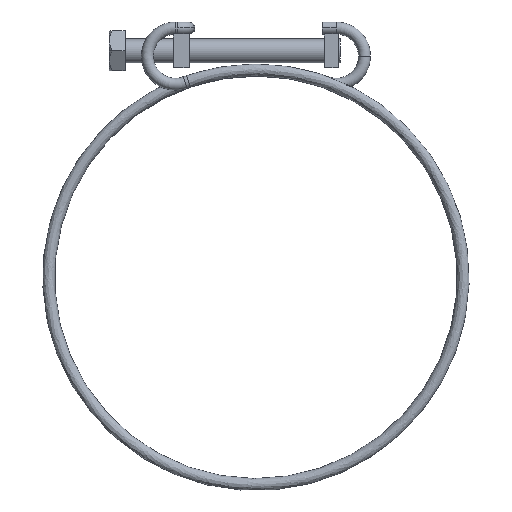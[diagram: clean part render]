
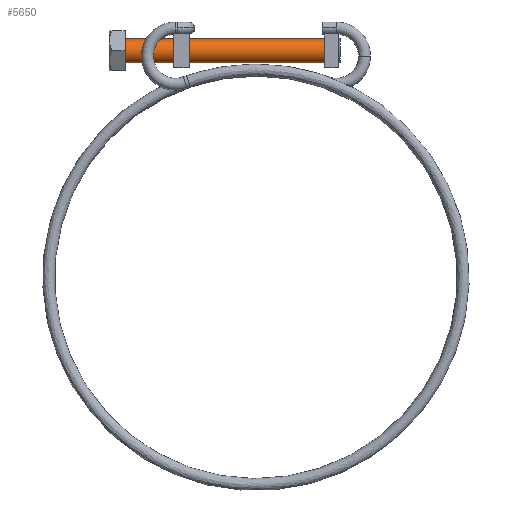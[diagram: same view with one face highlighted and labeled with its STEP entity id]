
A CAD part, top view. The second image highlights one B-rep face of the part: STEP entity #5650.
In plain terms, the highlighted cylindrical face has radius 3 mm (diameter 6 mm), a partial arc.
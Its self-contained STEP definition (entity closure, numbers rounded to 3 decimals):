
#69 = LINE ( 'NONE', #2888, #1370 ) ;
#809 = CARTESIAN_POINT ( 'NONE',  ( 21.198, 59.8, 0. ) ) ;
#1273 = ORIENTED_EDGE ( 'NONE', *, *, #7028, .F. ) ;
#1295 = VERTEX_POINT ( 'NONE', #6364 ) ;
#1351 = DIRECTION ( 'NONE',  ( 1., 0., 0. ) ) ;
#1370 = VECTOR ( 'NONE', #5621, 1000. ) ;
#1672 = VERTEX_POINT ( 'NONE', #7813 ) ;
#1799 = AXIS2_PLACEMENT_3D ( 'NONE', #7007, #4853, #7648 ) ;
#2267 = DIRECTION ( 'NONE',  ( 0., -1., 0. ) ) ;
#2293 = EDGE_CURVE ( 'NONE', #3551, #1672, #3209, .T. ) ;
#2732 = DIRECTION ( 'NONE',  ( -1., 0., 0. ) ) ;
#2783 = LINE ( 'NONE', #4206, #7817 ) ;
#2888 = CARTESIAN_POINT ( 'NONE',  ( 21.198, 59.8, 0. ) ) ;
#3146 = VERTEX_POINT ( 'NONE', #8596 ) ;
#3209 = CIRCLE ( 'NONE', #6581, 3. ) ;
#3464 = DIRECTION ( 'NONE',  ( 0., 1., 0. ) ) ;
#3551 = VERTEX_POINT ( 'NONE', #809 ) ;
#3618 = FACE_OUTER_BOUND ( 'NONE', #7545, .T. ) ;
#3751 = CARTESIAN_POINT ( 'NONE',  ( 21.198, 56.8, 0. ) ) ;
#4105 = ORIENTED_EDGE ( 'NONE', *, *, #5469, .T. ) ;
#4206 = CARTESIAN_POINT ( 'NONE',  ( 21.198, 53.8, 0. ) ) ;
#4853 = DIRECTION ( 'NONE',  ( 1., 0., 0. ) ) ;
#5148 = CIRCLE ( 'NONE', #1799, 3. ) ;
#5469 = EDGE_CURVE ( 'NONE', #3146, #1295, #5148, .T. ) ;
#5527 = ORIENTED_EDGE ( 'NONE', *, *, #2293, .F. ) ;
#5621 = DIRECTION ( 'NONE',  ( -1., 0., 0. ) ) ;
#5650 = ADVANCED_FACE ( 'NONE', ( #3618 ), #8641, .T. ) ;
#5929 = EDGE_CURVE ( 'NONE', #3551, #3146, #69, .T. ) ;
#6194 = AXIS2_PLACEMENT_3D ( 'NONE', #3751, #6416, #2267 ) ;
#6364 = CARTESIAN_POINT ( 'NONE',  ( -32.802, 53.8, 0. ) ) ;
#6416 = DIRECTION ( 'NONE',  ( -1., 0., 0. ) ) ;
#6581 = AXIS2_PLACEMENT_3D ( 'NONE', #7581, #1351, #3464 ) ;
#7007 = CARTESIAN_POINT ( 'NONE',  ( -32.802, 56.8, 0. ) ) ;
#7028 = EDGE_CURVE ( 'NONE', #1672, #1295, #2783, .T. ) ;
#7545 = EDGE_LOOP ( 'NONE', ( #5527, #7672, #4105, #1273 ) ) ;
#7581 = CARTESIAN_POINT ( 'NONE',  ( 21.198, 56.8, 0. ) ) ;
#7648 = DIRECTION ( 'NONE',  ( 0., 1., 0. ) ) ;
#7672 = ORIENTED_EDGE ( 'NONE', *, *, #5929, .T. ) ;
#7813 = CARTESIAN_POINT ( 'NONE',  ( 21.198, 53.8, 0. ) ) ;
#7817 = VECTOR ( 'NONE', #2732, 1000. ) ;
#8596 = CARTESIAN_POINT ( 'NONE',  ( -32.802, 59.8, 0. ) ) ;
#8641 = CYLINDRICAL_SURFACE ( 'NONE', #6194, 3. ) ;
